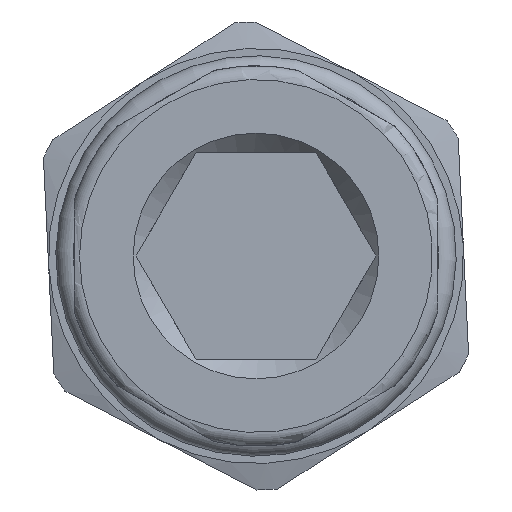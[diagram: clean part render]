
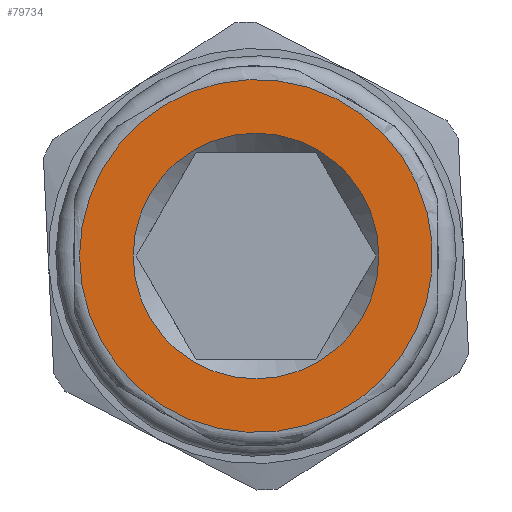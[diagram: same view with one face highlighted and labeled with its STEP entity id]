
A CAD part, left-side view. The second image highlights one B-rep face of the part: STEP entity #79734.
In plain terms, the highlighted planar face has unit normal (-1, 0, 0).
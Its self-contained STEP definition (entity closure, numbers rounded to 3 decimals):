
#79129=CARTESIAN_POINT('',(0.0,10.2,0.0));
#79130=VERTEX_POINT('',#79129);
#79131=CARTESIAN_POINT('',(0.0,0.0,0.0));
#79132=DIRECTION('',(1.0,0.0,0.0));
#79133=DIRECTION('',(0.0,-1.0,0.0));
#79134=AXIS2_PLACEMENT_3D('',#79131,#79132,#79133);
#79135=CIRCLE('',#79134,10.2);
#79136=EDGE_CURVE('',#79130,#79130,#79135,.T.);
#79715=CARTESIAN_POINT('',(0.0,8.5,0.0));
#79716=DIRECTION('',(-1.0,0.0,0.0));
#79717=DIRECTION('',(0.0,0.0,1.0));
#79718=AXIS2_PLACEMENT_3D('',#79715,#79716,#79717);
#79719=PLANE('',#79718);
#79720=ORIENTED_EDGE('',*,*,#79136,.F.);
#79721=EDGE_LOOP('',(#79720));
#79722=FACE_OUTER_BOUND('',#79721,.T.);
#79723=CARTESIAN_POINT('',(0.0,7.1,0.));
#79724=VERTEX_POINT('',#79723);
#79725=CARTESIAN_POINT('',(0.0,0.0,0.0));
#79726=DIRECTION('',(-1.0,0.0,0.0));
#79727=DIRECTION('',(0.0,-1.0,0.0));
#79728=AXIS2_PLACEMENT_3D('',#79725,#79726,#79727);
#79729=CIRCLE('',#79728,7.1);
#79730=EDGE_CURVE('',#79724,#79724,#79729,.T.);
#79731=ORIENTED_EDGE('',*,*,#79730,.F.);
#79732=EDGE_LOOP('',(#79731));
#79733=FACE_BOUND('',#79732,.T.);
#79734=ADVANCED_FACE('',(#79722,#79733),#79719,.T.);
